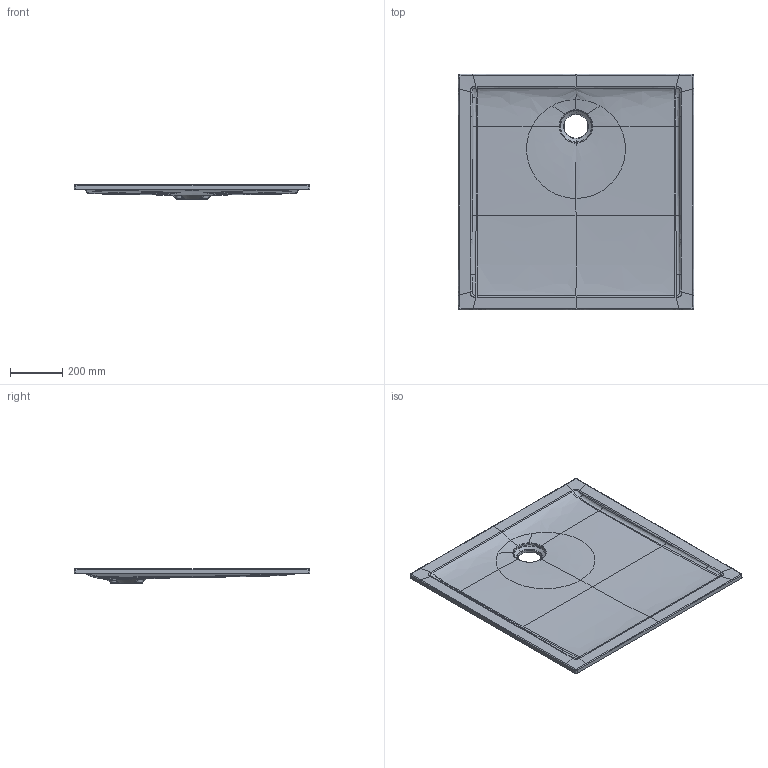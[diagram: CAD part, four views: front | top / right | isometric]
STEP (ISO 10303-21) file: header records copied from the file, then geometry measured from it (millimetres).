
FILE_DESCRIPTION((''),'2;1');
FILE_NAME('UDQ0900FFL1V_FUTURION_FLAT','2022-07-11T16:47:41',('GrootJ'),('Villeroy & Boch Wellness bv'),'CREO PARAMETRIC BY PTC INC, 2020454','CREO PARAMETRIC BY PTC INC, 2020454','');
FILE_SCHEMA(('CONFIG_CONTROL_DESIGN'));
Length unit declared in the file: millimetre
Products named in the file (1): UDQ0900FFL1V_FUTURION_FLAT
Bounding box: 899.79 x 899.79 x 55.05 mm (x, y, z)
Volume: 13104377 mm3; surface area: 1706448.4 mm2
Topology: 1 solids, 1 shells, 300 faces, 713 edges, 413 vertices
Faces by surface type: bspline 188, plane 34, cylinder 30, extrusion 20, torus 14, cone 12, revolution 2
Entity records: 31320 total; most frequent: CARTESIAN_POINT 26081, ORIENTED_EDGE 1418, EDGE_CURVE 709, B_SPLINE_CURVE_WITH_KNOTS 528, DIRECTION 465, VERTEX_POINT 413, EDGE_LOOP 304, FACE_OUTER_BOUND 300
